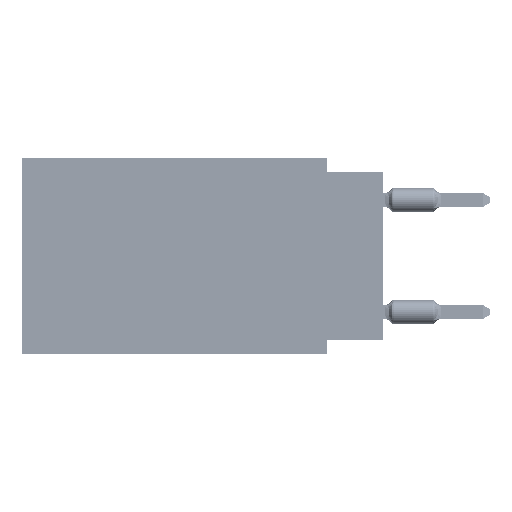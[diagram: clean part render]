
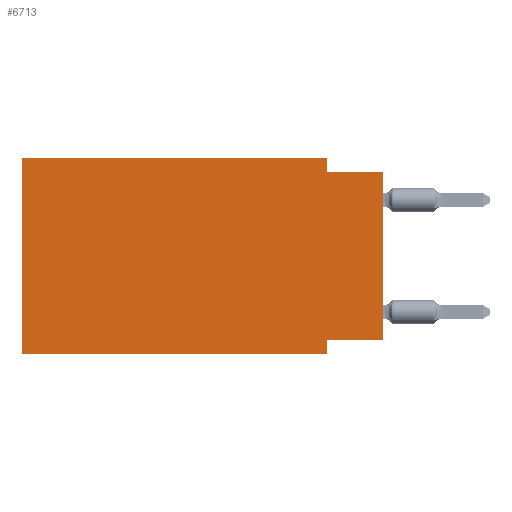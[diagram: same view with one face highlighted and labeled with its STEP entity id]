
A CAD part, left-side view. The second image highlights one B-rep face of the part: STEP entity #6713.
In plain terms, the highlighted planar face has unit normal (-1, 0, 0).
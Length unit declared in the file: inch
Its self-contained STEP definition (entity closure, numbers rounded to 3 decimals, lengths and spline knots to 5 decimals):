
#988 = CARTESIAN_POINT ( 'NONE',  ( 0., 0.645, -0.35 ) ) ;
#1039 = DIRECTION ( 'NONE',  ( 0., 0., -1. ) ) ;
#1534 = ORIENTED_EDGE ( 'NONE', *, *, #48444, .T. ) ;
#2011 = ORIENTED_EDGE ( 'NONE', *, *, #68670, .F. ) ;
#2036 = DIRECTION ( 'NONE',  ( 0., -1., 0. ) ) ;
#5639 = VECTOR ( 'NONE', #1039, 39.37008 ) ;
#6713 = ADVANCED_FACE ( 'NONE', ( #68094 ), #61212, .F. ) ;
#8873 = DIRECTION ( 'NONE',  ( 0., -1., 0. ) ) ;
#10210 = VECTOR ( 'NONE', #19462, 39.37008 ) ;
#11952 = ORIENTED_EDGE ( 'NONE', *, *, #32742, .F. ) ;
#12620 = CARTESIAN_POINT ( 'NONE',  ( 0., 0.645, -0.35 ) ) ;
#16839 = VERTEX_POINT ( 'NONE', #988 ) ;
#17433 = DIRECTION ( 'NONE',  ( 0., 0., 1. ) ) ;
#18871 = VECTOR ( 'NONE', #17433, 39.37008 ) ;
#18894 = LINE ( 'NONE', #46954, #37698 ) ;
#19462 = DIRECTION ( 'NONE',  ( 0., 0., 1. ) ) ;
#20407 = VERTEX_POINT ( 'NONE', #23439 ) ;
#21234 = LINE ( 'NONE', #49751, #5639 ) ;
#21596 = ORIENTED_EDGE ( 'NONE', *, *, #44807, .F. ) ;
#23439 = CARTESIAN_POINT ( 'NONE',  ( 0., 0.1, -0.35 ) ) ;
#24193 = CARTESIAN_POINT ( 'NONE',  ( 0., 0.645, 0. ) ) ;
#26359 = LINE ( 'NONE', #33265, #10210 ) ;
#26795 = ORIENTED_EDGE ( 'NONE', *, *, #89293, .F. ) ;
#32698 = CARTESIAN_POINT ( 'NONE',  ( 0., 0.645, 0. ) ) ;
#32742 = EDGE_CURVE ( 'NONE', #36180, #58605, #36494, .T. ) ;
#33152 = EDGE_CURVE ( 'NONE', #75228, #36180, #85092, .T. ) ;
#33265 = CARTESIAN_POINT ( 'NONE',  ( 0., 0.645, 0. ) ) ;
#33759 = EDGE_LOOP ( 'NONE', ( #1534, #11952, #67711, #26795, #86296, #70773, #2011, #21596 ) ) ;
#33989 = CARTESIAN_POINT ( 'NONE',  ( 0., 0.1, -0.025 ) ) ;
#36180 = VERTEX_POINT ( 'NONE', #33989 ) ;
#36494 = LINE ( 'NONE', #64522, #88772 ) ;
#37698 = VECTOR ( 'NONE', #82301, 39.37008 ) ;
#41853 = CARTESIAN_POINT ( 'NONE',  ( 0., 0.1, -0.325 ) ) ;
#44446 = LINE ( 'NONE', #24193, #64124 ) ;
#44807 = EDGE_CURVE ( 'NONE', #54946, #52854, #18894, .T. ) ;
#44879 = VERTEX_POINT ( 'NONE', #69410 ) ;
#46954 = CARTESIAN_POINT ( 'NONE',  ( 0., 0., -0.325 ) ) ;
#48444 = EDGE_CURVE ( 'NONE', #54946, #58605, #67497, .T. ) ;
#49489 = EDGE_CURVE ( 'NONE', #16839, #44879, #26359, .T. ) ;
#49751 = CARTESIAN_POINT ( 'NONE',  ( 0., 0.1, -0.35 ) ) ;
#50438 = AXIS2_PLACEMENT_3D ( 'NONE', #32698, #60746, #81875 ) ;
#52854 = VERTEX_POINT ( 'NONE', #41853 ) ;
#53717 = CARTESIAN_POINT ( 'NONE',  ( 0., 0., 0. ) ) ;
#54946 = VERTEX_POINT ( 'NONE', #64845 ) ;
#58605 = VERTEX_POINT ( 'NONE', #73196 ) ;
#60746 = DIRECTION ( 'NONE',  ( 1., 0., 0. ) ) ;
#61212 = PLANE ( 'NONE',  #50438 ) ;
#62184 = VECTOR ( 'NONE', #8873, 39.37008 ) ;
#63868 = VECTOR ( 'NONE', #74365, 39.37008 ) ;
#64124 = VECTOR ( 'NONE', #78895, 39.37008 ) ;
#64522 = CARTESIAN_POINT ( 'NONE',  ( 0., 0., -0.025 ) ) ;
#64845 = CARTESIAN_POINT ( 'NONE',  ( 0., 0., -0.325 ) ) ;
#65161 = CARTESIAN_POINT ( 'NONE',  ( 0., 0.1, 0. ) ) ;
#67497 = LINE ( 'NONE', #53717, #18871 ) ;
#67711 = ORIENTED_EDGE ( 'NONE', *, *, #33152, .F. ) ;
#68094 = FACE_OUTER_BOUND ( 'NONE', #33759, .T. ) ;
#68670 = EDGE_CURVE ( 'NONE', #52854, #20407, #21234, .T. ) ;
#69410 = CARTESIAN_POINT ( 'NONE',  ( 0., 0.645, 0. ) ) ;
#70773 = ORIENTED_EDGE ( 'NONE', *, *, #84110, .T. ) ;
#73196 = CARTESIAN_POINT ( 'NONE',  ( 0., 0., -0.025 ) ) ;
#74365 = DIRECTION ( 'NONE',  ( 0., 0., -1. ) ) ;
#75228 = VERTEX_POINT ( 'NONE', #65161 ) ;
#75576 = LINE ( 'NONE', #12620, #62184 ) ;
#78895 = DIRECTION ( 'NONE',  ( 0., -1., 0. ) ) ;
#81259 = CARTESIAN_POINT ( 'NONE',  ( 0., 0.1, 0. ) ) ;
#81875 = DIRECTION ( 'NONE',  ( 0., 0., -1. ) ) ;
#82301 = DIRECTION ( 'NONE',  ( 0., 1., 0. ) ) ;
#84110 = EDGE_CURVE ( 'NONE', #16839, #20407, #75576, .T. ) ;
#85092 = LINE ( 'NONE', #81259, #63868 ) ;
#86296 = ORIENTED_EDGE ( 'NONE', *, *, #49489, .F. ) ;
#88772 = VECTOR ( 'NONE', #2036, 39.37008 ) ;
#89293 = EDGE_CURVE ( 'NONE', #44879, #75228, #44446, .T. ) ;
